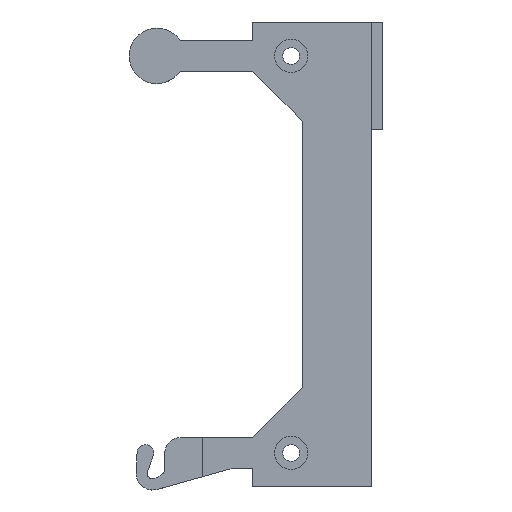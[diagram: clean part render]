
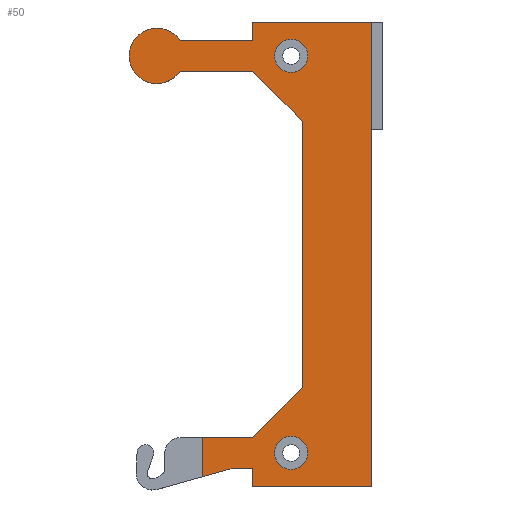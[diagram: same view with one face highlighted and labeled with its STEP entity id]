
A CAD part, top view. The second image highlights one B-rep face of the part: STEP entity #50.
In plain terms, the highlighted planar face has unit normal (0, 0, 1).
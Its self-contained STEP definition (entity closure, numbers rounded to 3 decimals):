
#22 = VERTEX_POINT('',#23);
#23 = CARTESIAN_POINT('',(23.,71.5,0.));
#39 = EDGE_CURVE('',#22,#22,#40,.T.);
#40 = CIRCLE('',#41,3.);
#41 = AXIS2_PLACEMENT_3D('',#42,#43,#44);
#42 = CARTESIAN_POINT('',(20.,71.5,0.));
#43 = DIRECTION('',(0.,0.,1.));
#44 = DIRECTION('',(1.,0.,0.));
#50 = ADVANCED_FACE('',(#51,#191,#202),#205,.T.);
#51 = FACE_BOUND('',#52,.T.);
#52 = EDGE_LOOP('',(#53,#63,#71,#80,#88,#96,#104,#112,#120,#128,#136,
    #145,#153,#161,#169,#177,#185));
#53 = ORIENTED_EDGE('',*,*,#54,.T.);
#54 = EDGE_CURVE('',#55,#57,#59,.T.);
#55 = VERTEX_POINT('',#56);
#56 = CARTESIAN_POINT('',(13.,77.6,0.));
#57 = VERTEX_POINT('',#58);
#58 = CARTESIAN_POINT('',(13.,74.25,0.));
#59 = LINE('',#60,#61);
#60 = CARTESIAN_POINT('',(13.,77.6,0.));
#61 = VECTOR('',#62,1.);
#62 = DIRECTION('',(-0.,-1.,-0.));
#63 = ORIENTED_EDGE('',*,*,#64,.F.);
#64 = EDGE_CURVE('',#65,#57,#67,.T.);
#65 = VERTEX_POINT('',#66);
#66 = CARTESIAN_POINT('',(0.,74.25,0.));
#67 = LINE('',#68,#69);
#68 = CARTESIAN_POINT('',(0.,74.25,0.));
#69 = VECTOR('',#70,1.);
#70 = DIRECTION('',(1.,0.,0.));
#71 = ORIENTED_EDGE('',*,*,#72,.T.);
#72 = EDGE_CURVE('',#65,#73,#75,.T.);
#73 = VERTEX_POINT('',#74);
#74 = CARTESIAN_POINT('',(0.,68.75,0.));
#75 = CIRCLE('',#76,5.);
#76 = AXIS2_PLACEMENT_3D('',#77,#78,#79);
#77 = CARTESIAN_POINT('',(-4.176,71.5,0.));
#78 = DIRECTION('',(0.,0.,1.));
#79 = DIRECTION('',(1.,0.,0.));
#80 = ORIENTED_EDGE('',*,*,#81,.F.);
#81 = EDGE_CURVE('',#82,#73,#84,.T.);
#82 = VERTEX_POINT('',#83);
#83 = CARTESIAN_POINT('',(13.,68.75,0.));
#84 = LINE('',#85,#86);
#85 = CARTESIAN_POINT('',(13.,68.75,0.));
#86 = VECTOR('',#87,1.);
#87 = DIRECTION('',(-1.,-0.,-0.));
#88 = ORIENTED_EDGE('',*,*,#89,.T.);
#89 = EDGE_CURVE('',#82,#90,#92,.T.);
#90 = VERTEX_POINT('',#91);
#91 = CARTESIAN_POINT('',(22.,59.75,0.));
#92 = LINE('',#93,#94);
#93 = CARTESIAN_POINT('',(13.,68.75,0.));
#94 = VECTOR('',#95,1.);
#95 = DIRECTION('',(0.707,-0.707,0.));
#96 = ORIENTED_EDGE('',*,*,#97,.T.);
#97 = EDGE_CURVE('',#90,#98,#100,.T.);
#98 = VERTEX_POINT('',#99);
#99 = CARTESIAN_POINT('',(22.,11.75,0.));
#100 = LINE('',#101,#102);
#101 = CARTESIAN_POINT('',(22.,59.75,0.));
#102 = VECTOR('',#103,1.);
#103 = DIRECTION('',(-0.,-1.,-0.));
#104 = ORIENTED_EDGE('',*,*,#105,.T.);
#105 = EDGE_CURVE('',#98,#106,#108,.T.);
#106 = VERTEX_POINT('',#107);
#107 = CARTESIAN_POINT('',(13.,2.75,0.));
#108 = LINE('',#109,#110);
#109 = CARTESIAN_POINT('',(22.,11.75,0.));
#110 = VECTOR('',#111,1.);
#111 = DIRECTION('',(-0.707,-0.707,-0.));
#112 = ORIENTED_EDGE('',*,*,#113,.F.);
#113 = EDGE_CURVE('',#114,#106,#116,.T.);
#114 = VERTEX_POINT('',#115);
#115 = CARTESIAN_POINT('',(4.,2.75,0.));
#116 = LINE('',#117,#118);
#117 = CARTESIAN_POINT('',(0.,2.75,0.));
#118 = VECTOR('',#119,1.);
#119 = DIRECTION('',(1.,0.,0.));
#120 = ORIENTED_EDGE('',*,*,#121,.F.);
#121 = EDGE_CURVE('',#122,#114,#124,.T.);
#122 = VERTEX_POINT('',#123);
#123 = CARTESIAN_POINT('',(4.,-4.281,0.));
#124 = LINE('',#125,#126);
#125 = CARTESIAN_POINT('',(4.,-10.,0.));
#126 = VECTOR('',#127,1.);
#127 = DIRECTION('',(0.,1.,0.));
#128 = ORIENTED_EDGE('',*,*,#129,.T.);
#129 = EDGE_CURVE('',#122,#130,#132,.T.);
#130 = VERTEX_POINT('',#131);
#131 = CARTESIAN_POINT('',(8.918,-2.899,
    0.));
#132 = LINE('',#133,#134);
#133 = CARTESIAN_POINT('',(-4.115,-6.562,
    0.));
#134 = VECTOR('',#135,1.);
#135 = DIRECTION('',(0.963,0.271,0.));
#136 = ORIENTED_EDGE('',*,*,#137,.F.);
#137 = EDGE_CURVE('',#138,#130,#140,.T.);
#138 = VERTEX_POINT('',#139);
#139 = CARTESIAN_POINT('',(10.,-2.75,0.));
#140 = CIRCLE('',#141,4.);
#141 = AXIS2_PLACEMENT_3D('',#142,#143,#144);
#142 = CARTESIAN_POINT('',(10.,-6.75,0.));
#143 = DIRECTION('',(0.,0.,1.));
#144 = DIRECTION('',(1.,0.,0.));
#145 = ORIENTED_EDGE('',*,*,#146,.F.);
#146 = EDGE_CURVE('',#147,#138,#149,.T.);
#147 = VERTEX_POINT('',#148);
#148 = CARTESIAN_POINT('',(13.,-2.75,0.));
#149 = LINE('',#150,#151);
#150 = CARTESIAN_POINT('',(13.,-2.75,0.));
#151 = VECTOR('',#152,1.);
#152 = DIRECTION('',(-1.,-0.,-0.));
#153 = ORIENTED_EDGE('',*,*,#154,.F.);
#154 = EDGE_CURVE('',#155,#147,#157,.T.);
#155 = VERTEX_POINT('',#156);
#156 = CARTESIAN_POINT('',(13.,-6.1,0.));
#157 = LINE('',#158,#159);
#158 = CARTESIAN_POINT('',(13.,-6.1,0.));
#159 = VECTOR('',#160,1.);
#160 = DIRECTION('',(0.,1.,0.));
#161 = ORIENTED_EDGE('',*,*,#162,.F.);
#162 = EDGE_CURVE('',#163,#155,#165,.T.);
#163 = VERTEX_POINT('',#164);
#164 = CARTESIAN_POINT('',(34.5,-6.1,0.));
#165 = LINE('',#166,#167);
#166 = CARTESIAN_POINT('',(34.5,-6.1,0.));
#167 = VECTOR('',#168,1.);
#168 = DIRECTION('',(-1.,-0.,-0.));
#169 = ORIENTED_EDGE('',*,*,#170,.F.);
#170 = EDGE_CURVE('',#171,#163,#173,.T.);
#171 = VERTEX_POINT('',#172);
#172 = CARTESIAN_POINT('',(34.5,58.19,0.));
#173 = LINE('',#174,#175);
#174 = CARTESIAN_POINT('',(34.5,77.6,0.));
#175 = VECTOR('',#176,1.);
#176 = DIRECTION('',(-0.,-1.,-0.));
#177 = ORIENTED_EDGE('',*,*,#178,.F.);
#178 = EDGE_CURVE('',#179,#171,#181,.T.);
#179 = VERTEX_POINT('',#180);
#180 = CARTESIAN_POINT('',(34.5,77.6,0.));
#181 = LINE('',#182,#183);
#182 = CARTESIAN_POINT('',(34.5,77.6,0.));
#183 = VECTOR('',#184,1.);
#184 = DIRECTION('',(-0.,-1.,-0.));
#185 = ORIENTED_EDGE('',*,*,#186,.T.);
#186 = EDGE_CURVE('',#179,#55,#187,.T.);
#187 = LINE('',#188,#189);
#188 = CARTESIAN_POINT('',(34.5,77.6,0.));
#189 = VECTOR('',#190,1.);
#190 = DIRECTION('',(-1.,-0.,-0.));
#191 = FACE_BOUND('',#192,.T.);
#192 = EDGE_LOOP('',(#193));
#193 = ORIENTED_EDGE('',*,*,#194,.F.);
#194 = EDGE_CURVE('',#195,#195,#197,.T.);
#195 = VERTEX_POINT('',#196);
#196 = CARTESIAN_POINT('',(23.,0.,0.));
#197 = CIRCLE('',#198,3.);
#198 = AXIS2_PLACEMENT_3D('',#199,#200,#201);
#199 = CARTESIAN_POINT('',(20.,0.,0.));
#200 = DIRECTION('',(0.,0.,1.));
#201 = DIRECTION('',(1.,0.,0.));
#202 = FACE_BOUND('',#203,.T.);
#203 = EDGE_LOOP('',(#204));
#204 = ORIENTED_EDGE('',*,*,#39,.F.);
#205 = PLANE('',#206);
#206 = AXIS2_PLACEMENT_3D('',#207,#208,#209);
#207 = CARTESIAN_POINT('',(20.437,38.689,
    0.));
#208 = DIRECTION('',(0.,0.,1.));
#209 = DIRECTION('',(1.,0.,0.));
